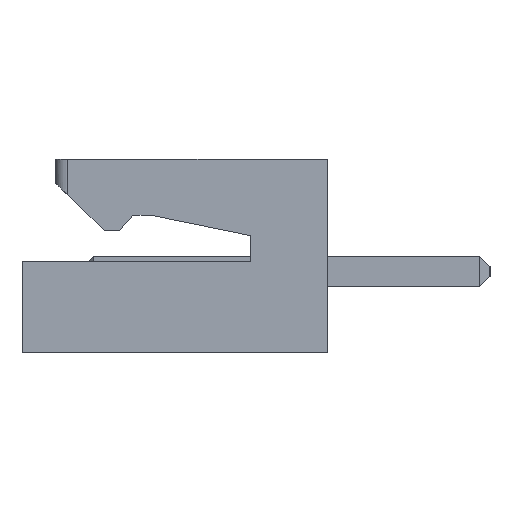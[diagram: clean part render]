
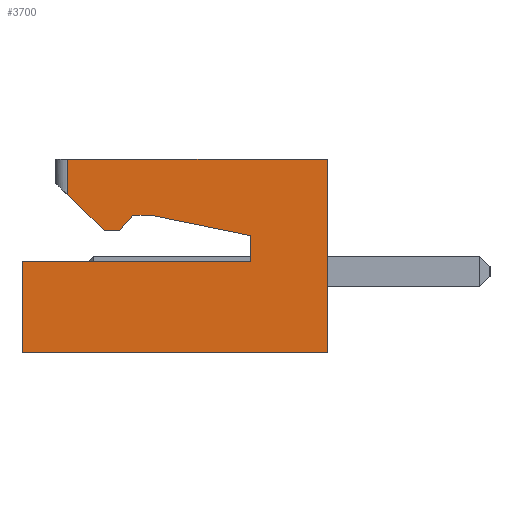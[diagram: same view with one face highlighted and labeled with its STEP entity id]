
A CAD part, left-side view. The second image highlights one B-rep face of the part: STEP entity #3700.
In plain terms, the highlighted planar face has unit normal (-1, 0, 0).
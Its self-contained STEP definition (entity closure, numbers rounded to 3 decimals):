
#108 = VERTEX_POINT ( 'NONE', #8642 ) ;
#113 = CARTESIAN_POINT ( 'NONE',  ( -2.5, 6., -1.6 ) ) ;
#182 = CARTESIAN_POINT ( 'NONE',  ( -2.5, 0., -1.6 ) ) ;
#361 = ORIENTED_EDGE ( 'NONE', *, *, #4089, .F. ) ;
#411 = VECTOR ( 'NONE', #9094, 1000. ) ;
#488 = VECTOR ( 'NONE', #14525, 1000. ) ;
#642 = EDGE_CURVE ( 'NONE', #5519, #13983, #20073, .T. ) ;
#1329 = CARTESIAN_POINT ( 'NONE',  ( -2.5, 5.1, 2.2 ) ) ;
#1625 = DIRECTION ( 'NONE',  ( 0., 0., 1. ) ) ;
#1650 = LINE ( 'NONE', #17069, #18760 ) ;
#1746 = ORIENTED_EDGE ( 'NONE', *, *, #642, .F. ) ;
#1826 = ORIENTED_EDGE ( 'NONE', *, *, #10962, .F. ) ;
#2370 = LINE ( 'NONE', #14127, #411 ) ;
#2750 = DIRECTION ( 'NONE',  ( 0., -1., 0. ) ) ;
#2976 = CARTESIAN_POINT ( 'NONE',  ( -2.5, 4.086, 0.8 ) ) ;
#3132 = CARTESIAN_POINT ( 'NONE',  ( -2.5, 0., 2.2 ) ) ;
#3700 = ADVANCED_FACE ( 'NONE', ( #14973 ), #13327, .F. ) ;
#4089 = EDGE_CURVE ( 'NONE', #17522, #108, #5799, .T. ) ;
#4282 = EDGE_CURVE ( 'NONE', #10882, #5519, #11153, .T. ) ;
#4353 = EDGE_CURVE ( 'NONE', #9321, #17522, #1650, .T. ) ;
#4490 = LINE ( 'NONE', #16262, #9247 ) ;
#4529 = ORIENTED_EDGE ( 'NONE', *, *, #18714, .F. ) ;
#4795 = DIRECTION ( 'NONE',  ( 0., 0.714, 0.7 ) ) ;
#5111 = CARTESIAN_POINT ( 'NONE',  ( -2.5, 5.1, 2.2 ) ) ;
#5519 = VERTEX_POINT ( 'NONE', #11211 ) ;
#5566 = ORIENTED_EDGE ( 'NONE', *, *, #8464, .F. ) ;
#5799 = LINE ( 'NONE', #19916, #10333 ) ;
#5888 = LINE ( 'NONE', #14246, #13057 ) ;
#6179 = CARTESIAN_POINT ( 'NONE',  ( -2.5, 1.5, 0.7 ) ) ;
#6518 = ORIENTED_EDGE ( 'NONE', *, *, #12248, .T. ) ;
#6766 = CARTESIAN_POINT ( 'NONE',  ( -2.5, 5.1, 1.5 ) ) ;
#7346 = ORIENTED_EDGE ( 'NONE', *, *, #20555, .F. ) ;
#7941 = VECTOR ( 'NONE', #1625, 1000. ) ;
#8197 = VECTOR ( 'NONE', #14222, 1000. ) ;
#8203 = VERTEX_POINT ( 'NONE', #19670 ) ;
#8442 = VERTEX_POINT ( 'NONE', #3132 ) ;
#8464 = EDGE_CURVE ( 'NONE', #16800, #14082, #12256, .T. ) ;
#8642 = CARTESIAN_POINT ( 'NONE',  ( -2.5, 4.386, 0.8 ) ) ;
#8708 = DIRECTION ( 'NONE',  ( 0., 0.661, -0.75 ) ) ;
#8879 = VERTEX_POINT ( 'NONE', #182 ) ;
#9094 = DIRECTION ( 'NONE',  ( 0., 0., 1. ) ) ;
#9101 = ORIENTED_EDGE ( 'NONE', *, *, #4282, .F. ) ;
#9167 = CARTESIAN_POINT ( 'NONE',  ( -2.5, 1.5, 0.7 ) ) ;
#9247 = VECTOR ( 'NONE', #11208, 1000. ) ;
#9321 = VERTEX_POINT ( 'NONE', #10950 ) ;
#9610 = VECTOR ( 'NONE', #14011, 1000. ) ;
#10033 = VECTOR ( 'NONE', #17541, 1000. ) ;
#10333 = VECTOR ( 'NONE', #21235, 1000. ) ;
#10596 = ORIENTED_EDGE ( 'NONE', *, *, #4353, .F. ) ;
#10857 = LINE ( 'NONE', #20467, #10033 ) ;
#10882 = VERTEX_POINT ( 'NONE', #20468 ) ;
#10950 = CARTESIAN_POINT ( 'NONE',  ( -2.5, 3.821, 1.1 ) ) ;
#10962 = EDGE_CURVE ( 'NONE', #108, #16800, #18528, .T. ) ;
#11127 = CARTESIAN_POINT ( 'NONE',  ( -2.5, 6., 2.2 ) ) ;
#11153 = LINE ( 'NONE', #14849, #488 ) ;
#11208 = DIRECTION ( 'NONE',  ( 0., 1., 0. ) ) ;
#11211 = CARTESIAN_POINT ( 'NONE',  ( -2.5, 1.5, 0.2 ) ) ;
#12248 = EDGE_CURVE ( 'NONE', #18232, #8879, #10857, .T. ) ;
#12256 = LINE ( 'NONE', #1329, #9610 ) ;
#12353 = LINE ( 'NONE', #9167, #8197 ) ;
#13057 = VECTOR ( 'NONE', #21099, 1000. ) ;
#13116 = CARTESIAN_POINT ( 'NONE',  ( -2.5, 6., -1.6 ) ) ;
#13229 = DIRECTION ( 'NONE',  ( 1., 0., 0. ) ) ;
#13327 = PLANE ( 'NONE',  #20778 ) ;
#13511 = CARTESIAN_POINT ( 'NONE',  ( -2.5, 5.1, 1.5 ) ) ;
#13578 = ORIENTED_EDGE ( 'NONE', *, *, #20821, .F. ) ;
#13712 = VECTOR ( 'NONE', #2750, 1000. ) ;
#13983 = VERTEX_POINT ( 'NONE', #6179 ) ;
#14011 = DIRECTION ( 'NONE',  ( 0., 0., 1. ) ) ;
#14082 = VERTEX_POINT ( 'NONE', #5111 ) ;
#14127 = CARTESIAN_POINT ( 'NONE',  ( -2.5, 6., -1.6 ) ) ;
#14173 = EDGE_LOOP ( 'NONE', ( #19145, #5566, #1826, #361, #10596, #4529, #13578, #1746, #9101, #7346, #6518, #16222 ) ) ;
#14222 = DIRECTION ( 'NONE',  ( 0., 0.98, 0.2 ) ) ;
#14246 = CARTESIAN_POINT ( 'NONE',  ( -2.5, 0., -1.6 ) ) ;
#14525 = DIRECTION ( 'NONE',  ( 0., -1., 0. ) ) ;
#14715 = LINE ( 'NONE', #11127, #13712 ) ;
#14849 = CARTESIAN_POINT ( 'NONE',  ( -2.5, 6., 0.2 ) ) ;
#14973 = FACE_OUTER_BOUND ( 'NONE', #14173, .T. ) ;
#16222 = ORIENTED_EDGE ( 'NONE', *, *, #19723, .T. ) ;
#16262 = CARTESIAN_POINT ( 'NONE',  ( -2.5, 3.821, 1.1 ) ) ;
#16737 = CARTESIAN_POINT ( 'NONE',  ( -2.5, 1.5, 0.2 ) ) ;
#16800 = VERTEX_POINT ( 'NONE', #13511 ) ;
#17069 = CARTESIAN_POINT ( 'NONE',  ( -2.5, 4.086, 0.8 ) ) ;
#17522 = VERTEX_POINT ( 'NONE', #2976 ) ;
#17541 = DIRECTION ( 'NONE',  ( 0., -1., 0. ) ) ;
#17589 = EDGE_CURVE ( 'NONE', #14082, #8442, #14715, .T. ) ;
#18232 = VERTEX_POINT ( 'NONE', #113 ) ;
#18528 = LINE ( 'NONE', #6766, #20481 ) ;
#18714 = EDGE_CURVE ( 'NONE', #8203, #9321, #4490, .T. ) ;
#18760 = VECTOR ( 'NONE', #8708, 1000. ) ;
#19145 = ORIENTED_EDGE ( 'NONE', *, *, #17589, .F. ) ;
#19670 = CARTESIAN_POINT ( 'NONE',  ( -2.5, 3.46, 1.1 ) ) ;
#19723 = EDGE_CURVE ( 'NONE', #8879, #8442, #5888, .T. ) ;
#19902 = DIRECTION ( 'NONE',  ( 0., 0., -1. ) ) ;
#19916 = CARTESIAN_POINT ( 'NONE',  ( -2.5, 4.386, 0.8 ) ) ;
#20073 = LINE ( 'NONE', #16737, #7941 ) ;
#20467 = CARTESIAN_POINT ( 'NONE',  ( -2.5, 6., -1.6 ) ) ;
#20468 = CARTESIAN_POINT ( 'NONE',  ( -2.5, 6., 0.2 ) ) ;
#20481 = VECTOR ( 'NONE', #4795, 1000. ) ;
#20555 = EDGE_CURVE ( 'NONE', #18232, #10882, #2370, .T. ) ;
#20778 = AXIS2_PLACEMENT_3D ( 'NONE', #13116, #13229, #19902 ) ;
#20821 = EDGE_CURVE ( 'NONE', #13983, #8203, #12353, .T. ) ;
#21099 = DIRECTION ( 'NONE',  ( 0., 0., 1. ) ) ;
#21235 = DIRECTION ( 'NONE',  ( 0., 1., 0. ) ) ;
